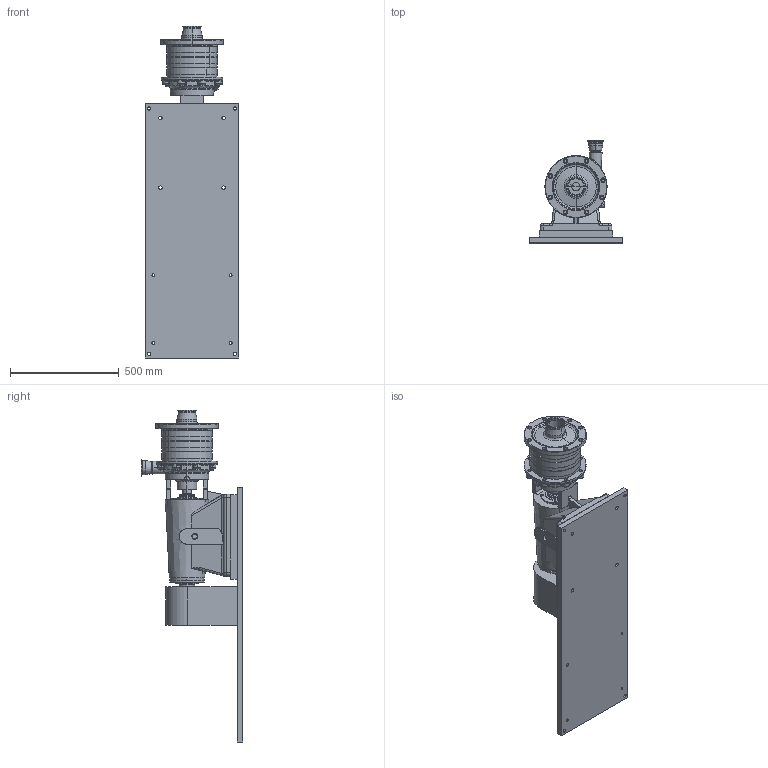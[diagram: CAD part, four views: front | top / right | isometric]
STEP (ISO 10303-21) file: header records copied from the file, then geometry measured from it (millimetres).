
FILE_DESCRIPTION (( 'STEP AP214' ), '1' );
FILE_NAME ('FM342 3 X 2.5 CLAMP 365TS MOUNTING HOLES.STEP', '2023-10-11T17:05:40', ( '' ), ( '' ), 'SwSTEP 2.0', 'SolidWorks 2023', '' );
FILE_SCHEMA (( 'AUTOMOTIVE_DESIGN' ));
Length unit declared in the file: millimetre
Products named in the file (5): 1275000305 3 X 2.5 CLAMP_3 X 2.5 CLAMP; FM342 3 X 2.5 CLAMP 365TS MOUNTING HOLES; 1713001011; 1235000034; 1165000028
Assembly tree (4 placements, depth 2):
  FM342 3 X 2.5 CLAMP 365TS MOUNTING HOLES
    1713001011
    1235000034
    1165000028
    1275000305 3 X 2.5 CLAMP_3 X 2.5 CLAMP
Bounding box: 431.8 x 468.15 x 1526.2 mm (x, y, z)
Volume: 22227408.1 mm3; surface area: 2988175 mm2
Topology: 3 solids, 21 shells, 825 faces, 2164 edges, 1348 vertices
Faces by surface type: cylinder 340, plane 176, torus 115, cone 114, bspline 77, sphere 3
Entity records: 32999 total; most frequent: CARTESIAN_POINT 12645, DIRECTION 4461, ORIENTED_EDGE 4029, EDGE_CURVE 2140, AXIS2_PLACEMENT_3D 1848, VERTEX_POINT 1348, CIRCLE 1092, EDGE_LOOP 979
